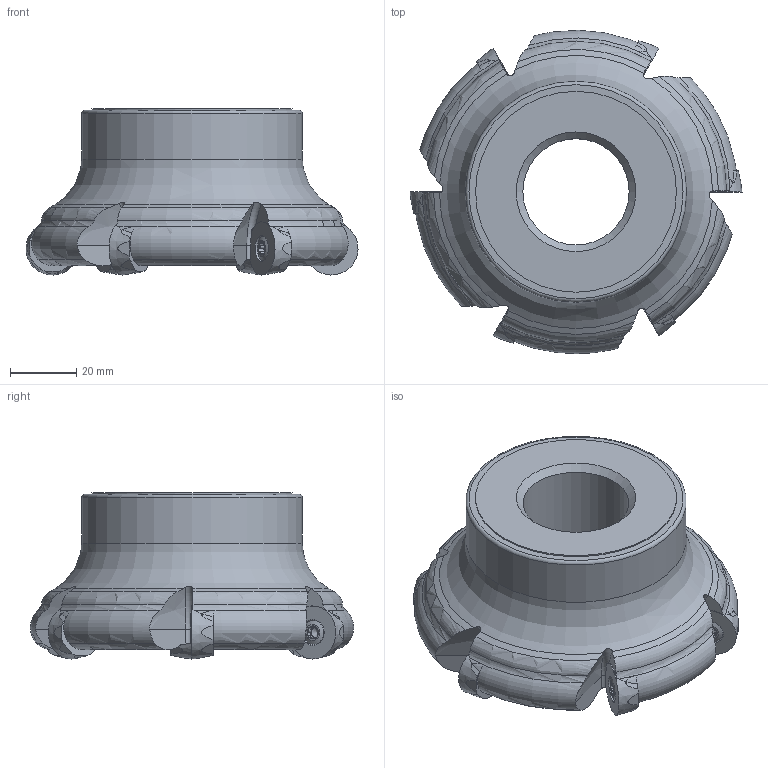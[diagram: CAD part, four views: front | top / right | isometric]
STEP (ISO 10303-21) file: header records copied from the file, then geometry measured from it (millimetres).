
FILE_DESCRIPTION(/* description */ (''),/* implementation_level */ '2;1');
FILE_NAME(/* name */ '1543374754000.stp',/* time_stamp */ '2018-11-28T08:42:47+05:00',/* author */ (''),/* organization */ ('SMS'),/* preprocessor_version */ 'ST-DEVELOPER v15',/* originating_system */ 'SIEMENS PLM Software NX 8.5',/* authorisation */ '');
FILE_SCHEMA (('AUTOMOTIVE_DESIGN { 1 0 10303 214 3 1 1 1 }'));
Length unit declared in the file: millimetre
Products named in the file (4): 201856700mod000_00; ASSEMBLY_CONSTRUCTION; 201917241mod000_00; 201917239mod000_00
Assembly tree (8 placements, depth 2):
  201917239mod000_00
    201917241mod000_00
    ASSEMBLY_CONSTRUCTION
    201856700mod000_00  x6
Bounding box: 99.98 x 97.41 x 50 mm (x, y, z)
Volume: 161680.8 mm3; surface area: 32882.5 mm2
Topology: 7 solids, 7 shells, 463 faces, 1212 edges, 795 vertices
Faces by surface type: plane 208, cone 85, extrusion 72, torus 58, cylinder 34, sphere 6
Full cylindrical faces by diameter (mm): 4.5 x6, 5.5 x6, 7.2 x6, 32.013 x1, 45 x1, 60.5 x1, 66.5 x1
Entity records: 16012 total; most frequent: CARTESIAN_POINT 6466, ORIENTED_EDGE 1936, DIRECTION 1888, EDGE_CURVE 968, AXIS2_PLACEMENT_3D 781, VERTEX_POINT 648, EDGE_LOOP 460, ADVANCED_FACE 393
